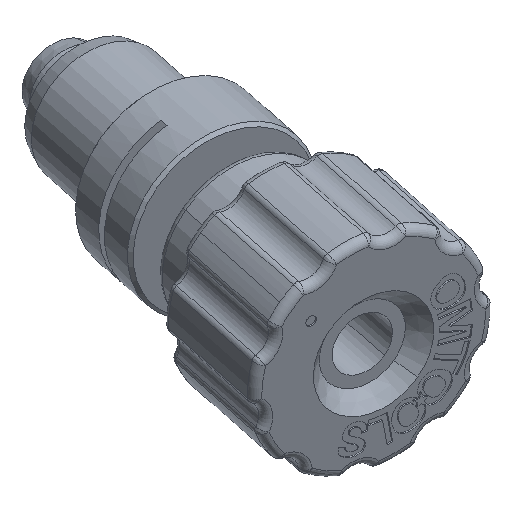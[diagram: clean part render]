
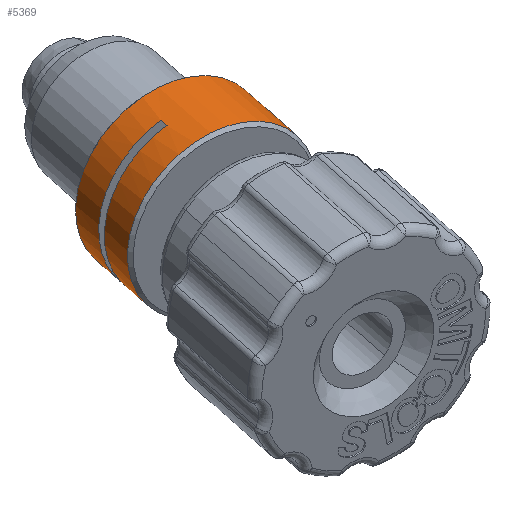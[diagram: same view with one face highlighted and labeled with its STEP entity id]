
A CAD part, isometric view. The second image highlights one B-rep face of the part: STEP entity #5369.
In plain terms, the highlighted cylindrical face has radius 5.5 mm (diameter 11 mm), a full revolution.
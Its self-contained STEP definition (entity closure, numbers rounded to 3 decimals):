
#48 = CARTESIAN_POINT ( 'NONE',  ( -101.699, 53.708, -4.124 ) ) ;
#81 = EDGE_CURVE ( 'NONE', #964, #12071, #7232, .T. ) ;
#157 = ORIENTED_EDGE ( 'NONE', *, *, #2726, .T. ) ;
#168 = CARTESIAN_POINT ( 'NONE',  ( -102.325, 54.219, -3.357 ) ) ;
#221 = CARTESIAN_POINT ( 'NONE',  ( -102.395, 54.593, -3.158 ) ) ;
#521 = CARTESIAN_POINT ( 'NONE',  ( -102.385, 54.872, -3.089 ) ) ;
#964 = VERTEX_POINT ( 'NONE', #6791 ) ;
#1309 = DIRECTION ( 'NONE',  ( 0.203, 0.979, 0. ) ) ;
#1358 = EDGE_CURVE ( 'NONE', #12103, #17650, #6778, .T. ) ;
#1388 = CARTESIAN_POINT ( 'NONE',  ( -102.284, 55.362, -3.089 ) ) ;
#1464 = B_SPLINE_CURVE_WITH_KNOTS ( 'NONE', 3,
 ( #8578, #8635, #221, #8696, #168, #1569, #11338, #48, #15451, #2998, #7108, #15573, #12800, #16990, #10023, #1634 ),
 .UNSPECIFIED., .F., .F.,
 ( 4, 2, 2, 2, 2, 2, 2, 4 ),
 ( 0.006, 0.007, 0.007, 0.008, 0.008, 0.009, 0.009, 0.01 ),
 .UNSPECIFIED. ) ;
#1569 = CARTESIAN_POINT ( 'NONE',  ( -102.175, 53.912, -3.617 ) ) ;
#1587 = VERTEX_POINT ( 'NONE', #521 ) ;
#1634 = CARTESIAN_POINT ( 'NONE',  ( -100.63, 54.508, -4.758 ) ) ;
#2434 = ORIENTED_EDGE ( 'NONE', *, *, #5957, .T. ) ;
#2726 = EDGE_CURVE ( 'NONE', #7827, #11299, #8542, .T. ) ;
#2885 = CARTESIAN_POINT ( 'NONE',  ( -100.544, 55.281, -4.716 ) ) ;
#2998 = CARTESIAN_POINT ( 'NONE',  ( -101.362, 53.762, -4.385 ) ) ;
#3376 = AXIS2_PLACEMENT_3D ( 'NONE', #6907, #16686, #18099 ) ;
#3740 = AXIS2_PLACEMENT_3D ( 'NONE', #6429, #4904, #14681 ) ;
#4177 = CARTESIAN_POINT ( 'NONE',  ( -101.091, 56.11, -4.216 ) ) ;
#4224 = B_SPLINE_CURVE_WITH_KNOTS ( 'NONE', 3,
 ( #11231, #13883, #2885, #9738, #15398, #12515, #8586, #4177, #12636, #13946, #5580, #8371, #4286, #9967, #11181, #16880, #14060, #6995 ),
 .UNSPECIFIED., .F., .F.,
 ( 4, 2, 2, 2, 2, 2, 2, 2, 4 ),
 ( 0.002, 0.003, 0.003, 0.003, 0.004, 0.004, 0.005, 0.005, 0.006 ),
 .UNSPECIFIED. ) ;
#4286 = CARTESIAN_POINT ( 'NONE',  ( -101.795, 56.085, -3.53 ) ) ;
#4477 = VERTEX_POINT ( 'NONE', #12600 ) ;
#4761 = CARTESIAN_POINT ( 'NONE',  ( -99.67, 54.819, 5.168 ) ) ;
#4904 = DIRECTION ( 'NONE',  ( -0.203, -0.979, 0. ) ) ;
#4985 = EDGE_LOOP ( 'NONE', ( #15294, #157, #2434, #6122, #13687, #17886, #15042, #13213 ) ) ;
#5369 = ADVANCED_FACE ( 'NONE', ( #12134, #11460, #11900 ), #9338, .T. ) ;
#5580 = CARTESIAN_POINT ( 'NONE',  ( -101.502, 56.195, -3.825 ) ) ;
#5957 = EDGE_CURVE ( 'NONE', #11299, #964, #8907, .T. ) ;
#6122 = ORIENTED_EDGE ( 'NONE', *, *, #81, .T. ) ;
#6429 = CARTESIAN_POINT ( 'NONE',  ( -97.93, 53.946, 0. ) ) ;
#6455 = DIRECTION ( 'NONE',  ( 0.716, -0.149, -0.682 ) ) ;
#6515 = CARTESIAN_POINT ( 'NONE',  ( -97.411, 56.443, 0. ) ) ;
#6651 = DIRECTION ( 'NONE',  ( 0.716, -0.149, -0.682 ) ) ;
#6778 = CIRCLE ( 'NONE', #9573, 5.5 ) ;
#6791 = CARTESIAN_POINT ( 'NONE',  ( -92.65, 53.36, -1.509 ) ) ;
#6907 = CARTESIAN_POINT ( 'NONE',  ( -97.93, 53.946, 0. ) ) ;
#6995 = CARTESIAN_POINT ( 'NONE',  ( -102.284, 55.362, -3.089 ) ) ;
#7108 = CARTESIAN_POINT ( 'NONE',  ( -101.249, 53.811, -4.459 ) ) ;
#7188 = EDGE_LOOP ( 'NONE', ( #16338 ) ) ;
#7229 = DIRECTION ( 'NONE',  ( 0.203, 0.979, 0. ) ) ;
#7232 = CIRCLE ( 'NONE', #10557, 5.5 ) ;
#7253 = EDGE_CURVE ( 'NONE', #17650, #4477, #17531, .T. ) ;
#7339 = AXIS2_PLACEMENT_3D ( 'NONE', #15018, #15132, #6651 ) ;
#7380 = DIRECTION ( 'NONE',  ( -0.203, -0.979, 0. ) ) ;
#7528 = EDGE_CURVE ( 'NONE', #1587, #7827, #1464, .T. ) ;
#7556 = CARTESIAN_POINT ( 'NONE',  ( -99.212, 57.022, 5.168 ) ) ;
#7827 = VERTEX_POINT ( 'NONE', #8277 ) ;
#7895 = CIRCLE ( 'NONE', #3740, 5.5 ) ;
#8277 = CARTESIAN_POINT ( 'NONE',  ( -100.63, 54.508, -4.758 ) ) ;
#8371 = CARTESIAN_POINT ( 'NONE',  ( -101.699, 56.138, -3.627 ) ) ;
#8542 = CIRCLE ( 'NONE', #3376, 5.5 ) ;
#8547 = CIRCLE ( 'NONE', #7339, 5.5 ) ;
#8578 = CARTESIAN_POINT ( 'NONE',  ( -102.385, 54.872, -3.089 ) ) ;
#8586 = CARTESIAN_POINT ( 'NONE',  ( -100.905, 55.973, -4.383 ) ) ;
#8635 = CARTESIAN_POINT ( 'NONE',  ( -102.398, 54.732, -3.113 ) ) ;
#8696 = CARTESIAN_POINT ( 'NONE',  ( -102.359, 54.337, -3.28 ) ) ;
#8858 = CARTESIAN_POINT ( 'NONE',  ( -97.37, 56.639, 0. ) ) ;
#8907 = LINE ( 'NONE', #9912, #16306 ) ;
#9338 = CYLINDRICAL_SURFACE ( 'NONE', #15593, 5.5 ) ;
#9573 = AXIS2_PLACEMENT_3D ( 'NONE', #9705, #1309, #11083 ) ;
#9705 = CARTESIAN_POINT ( 'NONE',  ( -97.828, 54.436, 0. ) ) ;
#9731 = AXIS2_PLACEMENT_3D ( 'NONE', #6515, #14830, #6455 ) ;
#9738 = CARTESIAN_POINT ( 'NONE',  ( -100.619, 55.545, -4.637 ) ) ;
#9787 = DIRECTION ( 'NONE',  ( 0.667, -0.139, 0.732 ) ) ;
#9912 = CARTESIAN_POINT ( 'NONE',  ( -92.192, 55.563, -1.509 ) ) ;
#9967 = CARTESIAN_POINT ( 'NONE',  ( -101.967, 55.937, -3.357 ) ) ;
#10023 = CARTESIAN_POINT ( 'NONE',  ( -100.684, 54.375, -4.744 ) ) ;
#10092 = VECTOR ( 'NONE', #14797, 1000. ) ;
#10223 = CARTESIAN_POINT ( 'NONE',  ( -92.752, 52.871, -1.509 ) ) ;
#10557 = AXIS2_PLACEMENT_3D ( 'NONE', #14046, #7229, #9787 ) ;
#11083 = DIRECTION ( 'NONE',  ( 0.667, -0.139, 0.732 ) ) ;
#11181 = CARTESIAN_POINT ( 'NONE',  ( -102.046, 55.842, -3.279 ) ) ;
#11212 = CARTESIAN_POINT ( 'NONE',  ( -100.529, 54.997, -4.758 ) ) ;
#11231 = CARTESIAN_POINT ( 'NONE',  ( -100.529, 54.997, -4.758 ) ) ;
#11299 = VERTEX_POINT ( 'NONE', #10223 ) ;
#11338 = CARTESIAN_POINT ( 'NONE',  ( -102.01, 53.773, -3.828 ) ) ;
#11460 = FACE_OUTER_BOUND ( 'NONE', #7188, .T. ) ;
#11617 = EDGE_CURVE ( 'NONE', #12071, #12103, #4224, .T. ) ;
#11900 = FACE_BOUND ( 'NONE', #4985, .T. ) ;
#12071 = VERTEX_POINT ( 'NONE', #11212 ) ;
#12103 = VERTEX_POINT ( 'NONE', #1388 ) ;
#12134 = FACE_OUTER_BOUND ( 'NONE', #13987, .T. ) ;
#12515 = CARTESIAN_POINT ( 'NONE',  ( -100.818, 55.882, -4.459 ) ) ;
#12596 = VERTEX_POINT ( 'NONE', #15721 ) ;
#12600 = CARTESIAN_POINT ( 'NONE',  ( -99.772, 54.329, 5.168 ) ) ;
#12611 = ORIENTED_EDGE ( 'NONE', *, *, #14173, .T. ) ;
#12636 = CARTESIAN_POINT ( 'NONE',  ( -101.193, 56.156, -4.122 ) ) ;
#12800 = CARTESIAN_POINT ( 'NONE',  ( -100.932, 54.04, -4.637 ) ) ;
#12808 = DIRECTION ( 'NONE',  ( 0.203, 0.979, 0. ) ) ;
#12840 = EDGE_CURVE ( 'NONE', #4477, #1587, #7895, .T. ) ;
#13213 = ORIENTED_EDGE ( 'NONE', *, *, #12840, .T. ) ;
#13687 = ORIENTED_EDGE ( 'NONE', *, *, #11617, .T. ) ;
#13883 = CARTESIAN_POINT ( 'NONE',  ( -100.525, 55.139, -4.744 ) ) ;
#13946 = CARTESIAN_POINT ( 'NONE',  ( -101.397, 56.199, -3.928 ) ) ;
#13987 = EDGE_LOOP ( 'NONE', ( #12611 ) ) ;
#14046 = CARTESIAN_POINT ( 'NONE',  ( -97.828, 54.436, 0. ) ) ;
#14060 = CARTESIAN_POINT ( 'NONE',  ( -102.239, 55.495, -3.113 ) ) ;
#14173 = EDGE_CURVE ( 'NONE', #17905, #17905, #14771, .T. ) ;
#14681 = DIRECTION ( 'NONE',  ( -0.716, 0.149, 0.682 ) ) ;
#14771 = CIRCLE ( 'NONE', #9731, 5.5 ) ;
#14797 = DIRECTION ( 'NONE',  ( -0.203, -0.979, 0. ) ) ;
#14830 = DIRECTION ( 'NONE',  ( -0.203, -0.979, 0. ) ) ;
#15018 = CARTESIAN_POINT ( 'NONE',  ( -98.347, 51.939, 0. ) ) ;
#15042 = ORIENTED_EDGE ( 'NONE', *, *, #7253, .T. ) ;
#15132 = DIRECTION ( 'NONE',  ( 0.203, 0.979, 0. ) ) ;
#15294 = ORIENTED_EDGE ( 'NONE', *, *, #7528, .T. ) ;
#15398 = CARTESIAN_POINT ( 'NONE',  ( -100.676, 55.669, -4.585 ) ) ;
#15451 = CARTESIAN_POINT ( 'NONE',  ( -101.59, 53.711, -4.215 ) ) ;
#15573 = CARTESIAN_POINT ( 'NONE',  ( -101.032, 53.951, -4.586 ) ) ;
#15593 = AXIS2_PLACEMENT_3D ( 'NONE', #8858, #7380, #15975 ) ;
#15654 = CARTESIAN_POINT ( 'NONE',  ( -93.471, 55.624, -3.749 ) ) ;
#15721 = CARTESIAN_POINT ( 'NONE',  ( -94.406, 51.121, -3.749 ) ) ;
#15975 = DIRECTION ( 'NONE',  ( -0.716, 0.149, 0.682 ) ) ;
#16306 = VECTOR ( 'NONE', #12808, 1000. ) ;
#16338 = ORIENTED_EDGE ( 'NONE', *, *, #17735, .T. ) ;
#16686 = DIRECTION ( 'NONE',  ( -0.203, -0.979, 0. ) ) ;
#16880 = CARTESIAN_POINT ( 'NONE',  ( -102.181, 55.622, -3.158 ) ) ;
#16990 = CARTESIAN_POINT ( 'NONE',  ( -100.756, 54.254, -4.717 ) ) ;
#17531 = LINE ( 'NONE', #7556, #10092 ) ;
#17650 = VERTEX_POINT ( 'NONE', #4761 ) ;
#17735 = EDGE_CURVE ( 'NONE', #12596, #12596, #8547, .T. ) ;
#17886 = ORIENTED_EDGE ( 'NONE', *, *, #1358, .T. ) ;
#17905 = VERTEX_POINT ( 'NONE', #15654 ) ;
#18099 = DIRECTION ( 'NONE',  ( -0.716, 0.149, 0.682 ) ) ;
